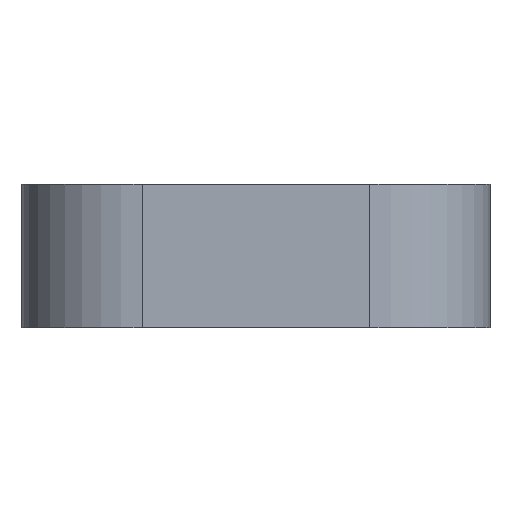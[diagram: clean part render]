
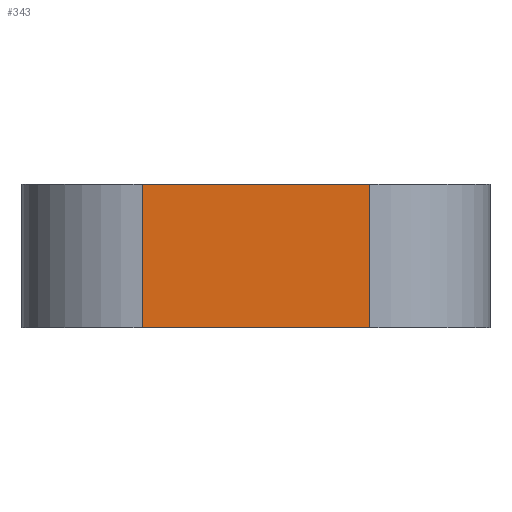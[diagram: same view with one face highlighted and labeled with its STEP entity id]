
A CAD part, left-side view. The second image highlights one B-rep face of the part: STEP entity #343.
In plain terms, the highlighted planar face has unit normal (-1, 0, 0).
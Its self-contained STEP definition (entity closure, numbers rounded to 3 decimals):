
#26=PLANE('',#389);
#41=FACE_OUTER_BOUND('',#60,.T.);
#60=EDGE_LOOP('',(#281,#282,#283,#284));
#85=LINE('',#562,#117);
#87=LINE('',#568,#119);
#91=LINE('',#582,#123);
#92=LINE('',#583,#124);
#117=VECTOR('',#457,10.);
#119=VECTOR('',#463,10.);
#123=VECTOR('',#475,10.);
#124=VECTOR('',#476,10.);
#166=VERTEX_POINT('',#559);
#167=VERTEX_POINT('',#561);
#169=VERTEX_POINT('',#567);
#175=VERTEX_POINT('',#581);
#206=EDGE_CURVE('',#166,#167,#85,.T.);
#209=EDGE_CURVE('',#169,#167,#87,.T.);
#216=EDGE_CURVE('',#175,#166,#91,.F.);
#217=EDGE_CURVE('',#169,#175,#92,.T.);
#281=ORIENTED_EDGE('',*,*,#206,.F.);
#282=ORIENTED_EDGE('',*,*,#216,.F.);
#283=ORIENTED_EDGE('',*,*,#217,.F.);
#284=ORIENTED_EDGE('',*,*,#209,.T.);
#343=ADVANCED_FACE('',(#41),#26,.T.);
#389=AXIS2_PLACEMENT_3D('',#580,#473,#474);
#457=DIRECTION('',(0.,0.,-1.));
#463=DIRECTION('',(0.,-1.,0.));
#473=DIRECTION('center_axis',(-1.,0.,0.));
#474=DIRECTION('ref_axis',(0.,-1.,0.));
#475=DIRECTION('',(0.,1.,0.));
#476=DIRECTION('',(0.,0.,1.));
#559=CARTESIAN_POINT('',(-71.5,-25.,30.));
#561=CARTESIAN_POINT('',(-71.5,-25.,-1.5));
#562=CARTESIAN_POINT('',(-71.5,-25.,0.));
#567=CARTESIAN_POINT('',(-71.5,25.,-1.5));
#568=CARTESIAN_POINT('',(-71.5,25.,-1.5));
#580=CARTESIAN_POINT('Origin',(-71.5,50.,0.));
#581=CARTESIAN_POINT('',(-71.5,25.,30.));
#582=CARTESIAN_POINT('',(-71.5,25.,30.));
#583=CARTESIAN_POINT('',(-71.5,25.,0.));
